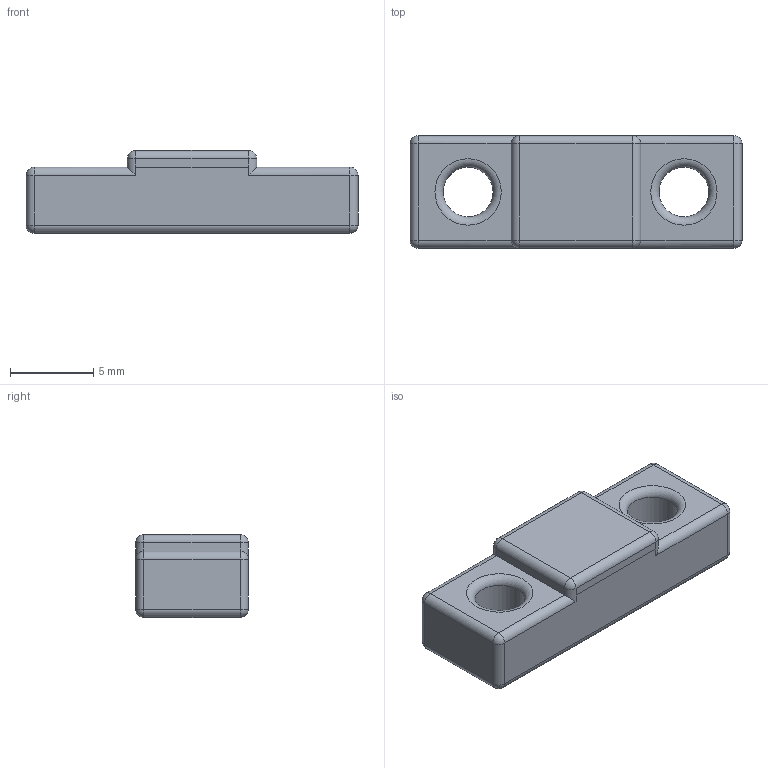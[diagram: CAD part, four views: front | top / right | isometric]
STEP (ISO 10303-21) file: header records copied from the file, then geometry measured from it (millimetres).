
FILE_DESCRIPTION(('FreeCAD Model'),'2;1');
FILE_NAME('bloqueur2.stp', '2018-07-02T13:44:16',('Author'),(''), 'Open CASCADE STEP processor 7.2','FreeCAD','Unknown');
FILE_SCHEMA(('AUTOMOTIVE_DESIGN { 1 0 10303 214 1 1 1 1 }'));
Length unit declared in the file: millimetre
Products named in the file (1): Body
Bounding box: 20 x 6.8 x 5 mm (x, y, z)
Volume: 531 mm3; surface area: 524.6 mm2
Topology: 1 solids, 1 shells, 52 faces, 118 edges, 56 vertices
Faces by surface type: cylinder 24, plane 12, sphere 12, torus 4
Full cylindrical faces by diameter (mm): 3 x2
Entity records: 2791 total; most frequent: CARTESIAN_POINT 503, DIRECTION 466, LINE 254, VECTOR 254, ORIENTED_EDGE 212, PCURVE 212, DEFINITIONAL_REPRESENTATION 212, EDGE_CURVE 106
